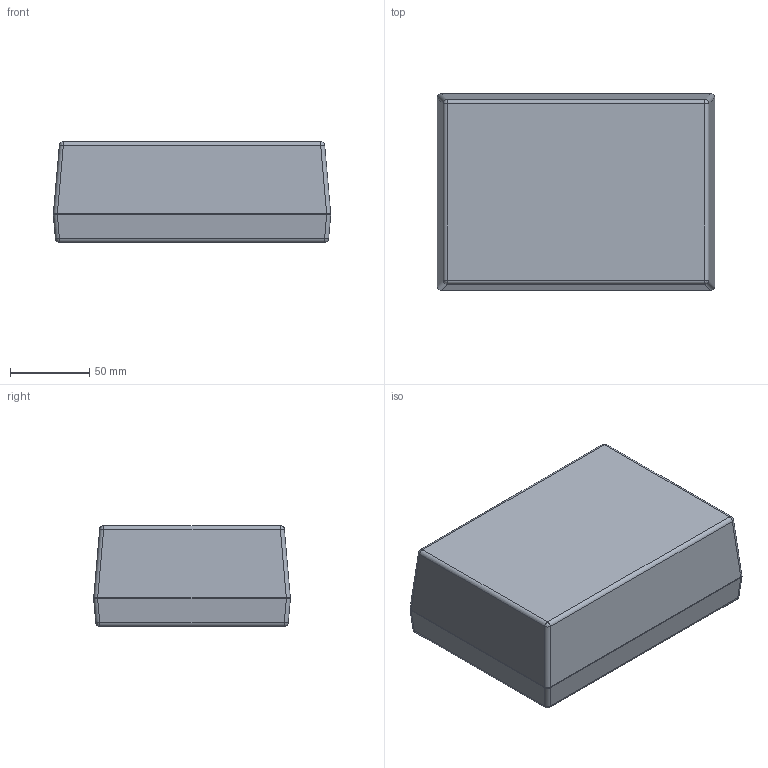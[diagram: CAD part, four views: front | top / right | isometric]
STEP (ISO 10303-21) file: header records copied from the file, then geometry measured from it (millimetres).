
FILE_DESCRIPTION (( 'STEP AP203' ), '1' );
FILE_NAME ('7593K32.step', '2014-09-22T16:41:09', ( '' ), ( '' ), 'SwSTEP 2.0', 'SolidWorks 2010', '' );
FILE_SCHEMA (( 'CONFIG_CONTROL_DESIGN' ));
Length unit declared in the file: inch
Products named in the file (1): 7593K32
Bounding box: 174.75 x 123.95 x 63.5 mm (x, y, z)
Volume: 201364.2 mm3; surface area: 168877 mm2
Topology: 8 solids, 8 shells, 792 faces, 2038 edges, 1310 vertices
Faces by surface type: plane 403, cylinder 200, bspline 104, cone 85
Entity records: 27486 total; most frequent: CARTESIAN_POINT 8933, ORIENTED_EDGE 4060, DIRECTION 3612, EDGE_CURVE 2030, VERTEX_POINT 1310, AXIS2_PLACEMENT_3D 1241, VECTOR 1130, LINE 1130
